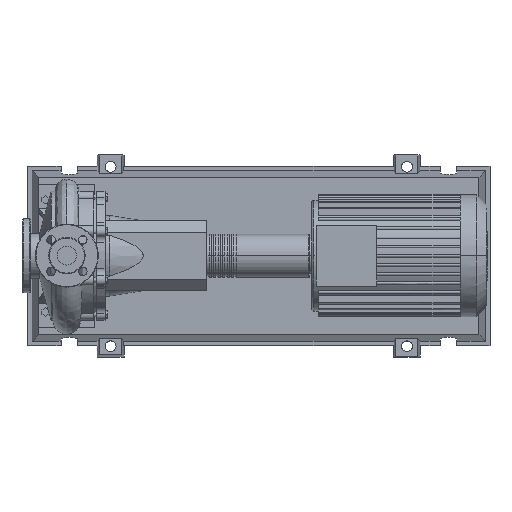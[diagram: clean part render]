
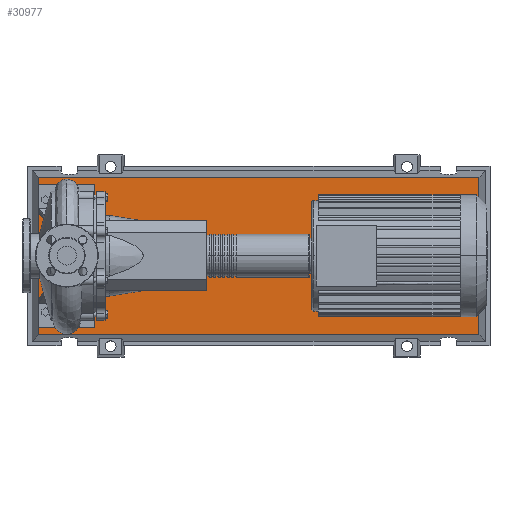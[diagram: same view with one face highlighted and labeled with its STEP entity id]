
A CAD part, top view. The second image highlights one B-rep face of the part: STEP entity #30977.
In plain terms, the highlighted planar face has unit normal (0, 0, 1).
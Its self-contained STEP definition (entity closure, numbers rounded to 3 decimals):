
#30658=CARTESIAN_POINT('',(917.971,-175.471,103.0));
#30659=VERTEX_POINT('',#30658);
#30666=CARTESIAN_POINT('',(-62.971,-175.471,103.0));
#30667=VERTEX_POINT('',#30666);
#30668=CARTESIAN_POINT('',(917.971,-175.471,103.0));
#30669=DIRECTION('',(-1.0,0.0,0.0));
#30670=VECTOR('',#30669,980.941);
#30671=LINE('',#30668,#30670);
#30672=EDGE_CURVE('',#30659,#30667,#30671,.T.);
#30890=CARTESIAN_POINT('',(917.971,175.471,103.0));
#30891=VERTEX_POINT('',#30890);
#30892=CARTESIAN_POINT('',(917.971,175.471,103.0));
#30893=DIRECTION('',(0.0,-1.0,0.0));
#30894=VECTOR('',#30893,350.941);
#30895=LINE('',#30892,#30894);
#30896=EDGE_CURVE('',#30891,#30659,#30895,.T.);
#30914=CARTESIAN_POINT('',(-62.971,175.471,103.0));
#30915=VERTEX_POINT('',#30914);
#30916=CARTESIAN_POINT('',(-62.971,-175.471,103.0));
#30917=DIRECTION('',(0.0,1.0,0.0));
#30918=VECTOR('',#30917,350.941);
#30919=LINE('',#30916,#30918);
#30920=EDGE_CURVE('',#30667,#30915,#30919,.T.);
#30953=CARTESIAN_POINT('',(-62.971,175.471,103.0));
#30954=DIRECTION('',(1.0,0.0,0.0));
#30955=VECTOR('',#30954,980.941);
#30956=LINE('',#30953,#30955);
#30957=EDGE_CURVE('',#30915,#30891,#30956,.T.);
#30966=CARTESIAN_POINT('',(427.5,0.,103.0));
#30967=DIRECTION('',(0.0,0.0,1.0));
#30968=DIRECTION('',(1.0,0.0,0.0));
#30969=AXIS2_PLACEMENT_3D('',#30966,#30967,#30968);
#30970=PLANE('',#30969);
#30971=ORIENTED_EDGE('',*,*,#30896,.F.);
#30972=ORIENTED_EDGE('',*,*,#30957,.F.);
#30973=ORIENTED_EDGE('',*,*,#30920,.F.);
#30974=ORIENTED_EDGE('',*,*,#30672,.F.);
#30975=EDGE_LOOP('',(#30971,#30972,#30973,#30974));
#30976=FACE_OUTER_BOUND('',#30975,.T.);
#30977=ADVANCED_FACE('',(#30976),#30970,.T.);
